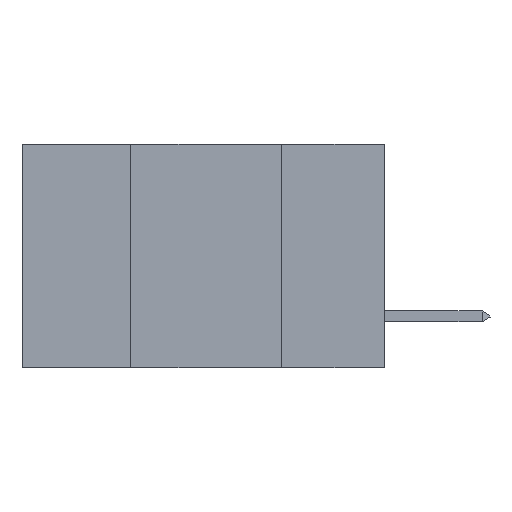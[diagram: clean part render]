
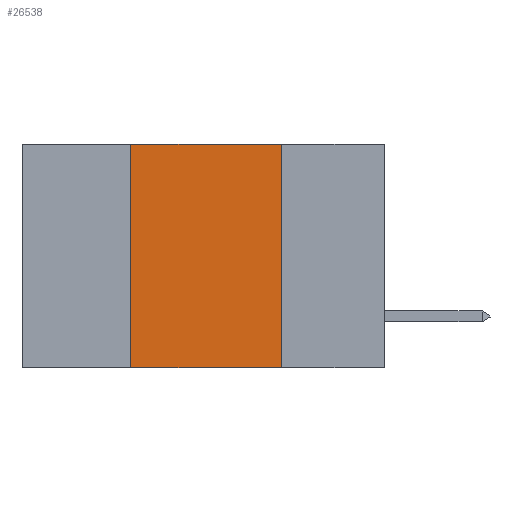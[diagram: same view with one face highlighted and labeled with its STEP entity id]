
A CAD part, left-side view. The second image highlights one B-rep face of the part: STEP entity #26538.
In plain terms, the highlighted planar face has unit normal (-1, 0, 0).
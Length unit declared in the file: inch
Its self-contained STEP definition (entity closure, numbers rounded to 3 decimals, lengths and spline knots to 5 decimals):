
#1189 = CARTESIAN_POINT ( 'NONE',  ( 0., 0.42, -0.37 ) ) ;
#1239 = ORIENTED_EDGE ( 'NONE', *, *, #27841, .F. ) ;
#1859 = EDGE_CURVE ( 'NONE', #30873, #25868, #23831, .T. ) ;
#2108 = DIRECTION ( 'NONE',  ( 1., 0., 0. ) ) ;
#3669 = LINE ( 'NONE', #21656, #23196 ) ;
#5690 = CARTESIAN_POINT ( 'NONE',  ( 0., 0.42, 0. ) ) ;
#6818 = FACE_OUTER_BOUND ( 'NONE', #14477, .T. ) ;
#7070 = LINE ( 'NONE', #30743, #23490 ) ;
#7228 = DIRECTION ( 'NONE',  ( 0., 0., -1. ) ) ;
#10329 = ORIENTED_EDGE ( 'NONE', *, *, #11606, .F. ) ;
#11606 = EDGE_CURVE ( 'NONE', #22814, #25868, #3669, .T. ) ;
#11910 = DIRECTION ( 'NONE',  ( 0., 0., 1. ) ) ;
#11966 = CARTESIAN_POINT ( 'NONE',  ( 0., 0.17, -0.37 ) ) ;
#12863 = VERTEX_POINT ( 'NONE', #5690 ) ;
#14352 = PLANE ( 'NONE',  #19463 ) ;
#14477 = EDGE_LOOP ( 'NONE', ( #10329, #1239, #14864, #31543 ) ) ;
#14864 = ORIENTED_EDGE ( 'NONE', *, *, #29911, .F. ) ;
#15581 = VECTOR ( 'NONE', #11910, 39.37008 ) ;
#16627 = CARTESIAN_POINT ( 'NONE',  ( 0., 0.6, 0. ) ) ;
#17895 = CARTESIAN_POINT ( 'NONE',  ( 0., 0.6, -0.37 ) ) ;
#19463 = AXIS2_PLACEMENT_3D ( 'NONE', #16627, #2108, #7228 ) ;
#19466 = DIRECTION ( 'NONE',  ( 0., 0., -1. ) ) ;
#20703 = DIRECTION ( 'NONE',  ( 0., -1., 0. ) ) ;
#21656 = CARTESIAN_POINT ( 'NONE',  ( 0., 0.17, 0. ) ) ;
#22814 = VERTEX_POINT ( 'NONE', #28196 ) ;
#23196 = VECTOR ( 'NONE', #19466, 39.37008 ) ;
#23490 = VECTOR ( 'NONE', #20703, 39.37008 ) ;
#23831 = LINE ( 'NONE', #17895, #25420 ) ;
#25420 = VECTOR ( 'NONE', #28029, 39.37008 ) ;
#25868 = VERTEX_POINT ( 'NONE', #11966 ) ;
#26538 = ADVANCED_FACE ( 'NONE', ( #6818 ), #14352, .F. ) ;
#27841 = EDGE_CURVE ( 'NONE', #12863, #22814, #7070, .T. ) ;
#28029 = DIRECTION ( 'NONE',  ( 0., -1., 0. ) ) ;
#28196 = CARTESIAN_POINT ( 'NONE',  ( 0., 0.17, 0. ) ) ;
#28962 = LINE ( 'NONE', #31662, #15581 ) ;
#29911 = EDGE_CURVE ( 'NONE', #30873, #12863, #28962, .T. ) ;
#30743 = CARTESIAN_POINT ( 'NONE',  ( 0., 0.6, 0. ) ) ;
#30873 = VERTEX_POINT ( 'NONE', #1189 ) ;
#31543 = ORIENTED_EDGE ( 'NONE', *, *, #1859, .T. ) ;
#31662 = CARTESIAN_POINT ( 'NONE',  ( 0., 0.42, 0. ) ) ;
